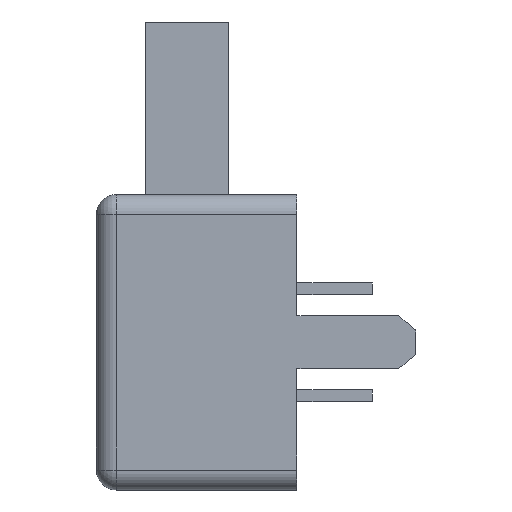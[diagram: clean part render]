
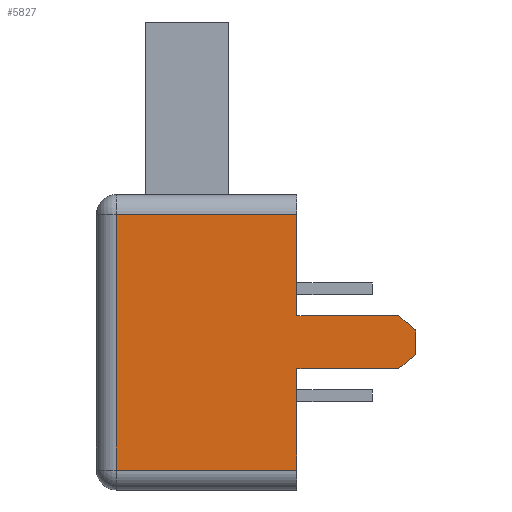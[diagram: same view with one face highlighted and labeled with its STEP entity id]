
A CAD part, left-side view. The second image highlights one B-rep face of the part: STEP entity #5827.
In plain terms, the highlighted planar face has unit normal (-1, 0, 0).
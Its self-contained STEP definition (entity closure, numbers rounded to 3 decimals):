
#473=ORIENTED_EDGE('',*,*,#1672,.T.);
#474=ORIENTED_EDGE('',*,*,#1673,.T.);
#475=ORIENTED_EDGE('',*,*,#1583,.F.);
#476=ORIENTED_EDGE('',*,*,#1674,.T.);
#477=ORIENTED_EDGE('',*,*,#1675,.T.);
#478=ORIENTED_EDGE('',*,*,#1676,.T.);
#479=ORIENTED_EDGE('',*,*,#1677,.T.);
#480=ORIENTED_EDGE('',*,*,#1678,.T.);
#481=ORIENTED_EDGE('',*,*,#1638,.F.);
#482=ORIENTED_EDGE('',*,*,#1679,.T.);
#1583=EDGE_CURVE('',#2188,#2189,#2588,.T.);
#1638=EDGE_CURVE('',#2241,#2239,#2640,.T.);
#1672=EDGE_CURVE('',#2266,#2267,#2674,.T.);
#1673=EDGE_CURVE('',#2267,#2189,#2675,.T.);
#1674=EDGE_CURVE('',#2188,#2268,#2676,.T.);
#1675=EDGE_CURVE('',#2268,#2269,#2677,.T.);
#1676=EDGE_CURVE('',#2269,#2270,#2678,.T.);
#1677=EDGE_CURVE('',#2270,#2271,#2679,.T.);
#1678=EDGE_CURVE('',#2271,#2239,#2680,.T.);
#1679=EDGE_CURVE('',#2241,#2266,#2681,.F.);
#2188=VERTEX_POINT('',#7136);
#2189=VERTEX_POINT('',#7138);
#2239=VERTEX_POINT('',#7245);
#2241=VERTEX_POINT('',#7249);
#2266=VERTEX_POINT('',#7316);
#2267=VERTEX_POINT('',#7317);
#2268=VERTEX_POINT('',#7320);
#2269=VERTEX_POINT('',#7322);
#2270=VERTEX_POINT('',#7324);
#2271=VERTEX_POINT('',#7326);
#2588=LINE('',#7137,#2913);
#2640=LINE('',#7250,#2965);
#2674=LINE('',#7315,#2999);
#2675=LINE('',#7318,#3000);
#2676=LINE('',#7319,#3001);
#2677=LINE('',#7321,#3002);
#2678=LINE('',#7323,#3003);
#2679=LINE('',#7325,#3004);
#2680=LINE('',#7327,#3005);
#2681=LINE('',#7328,#3006);
#2913=VECTOR('',#6339,1000.);
#2965=VECTOR('',#6407,1000.);
#2999=VECTOR('',#6455,1000.);
#3000=VECTOR('',#6456,1000.);
#3001=VECTOR('',#6457,1000.);
#3002=VECTOR('',#6458,1000.);
#3003=VECTOR('',#6459,1000.);
#3004=VECTOR('',#6460,1000.);
#3005=VECTOR('',#6461,1000.);
#3006=VECTOR('',#6462,1000.);
#3255=EDGE_LOOP('',(#473,#474,#475,#476,#477,#478,#479,#480,#481,#482));
#3536=FACE_BOUND('',#3255,.T.);
#3810=PLANE('',#6113);
#5827=ADVANCED_FACE('',(#3536),#3810,.T.);
#6113=AXIS2_PLACEMENT_3D('',#7314,#6453,#6454);
#6339=DIRECTION('',(0.,0.,-1.));
#6407=DIRECTION('',(0.,0.,-1.));
#6453=DIRECTION('',(-1.,0.,0.));
#6454=DIRECTION('',(0.,1.,0.));
#6455=DIRECTION('',(0.,0.,-1.));
#6456=DIRECTION('',(0.,-1.,0.));
#6457=DIRECTION('',(0.,-1.,0.));
#6458=DIRECTION('',(0.,-0.767,0.642));
#6459=DIRECTION('',(0.,0.,1.));
#6460=DIRECTION('',(0.,0.767,0.642));
#6461=DIRECTION('',(0.,1.,0.));
#6462=DIRECTION('',(0.,-1.,0.));
#7136=CARTESIAN_POINT('',(-4.305,-4.191,-3.289));
#7137=CARTESIAN_POINT('',(-4.305,-4.191,0.813));
#7138=CARTESIAN_POINT('',(-4.305,-4.191,-5.677));
#7245=CARTESIAN_POINT('',(-4.305,-4.191,-2.045));
#7249=CARTESIAN_POINT('',(-4.305,-4.191,0.343));
#7250=CARTESIAN_POINT('',(-4.305,-4.191,0.813));
#7314=CARTESIAN_POINT('',(-4.305,0.533,0.813));
#7315=CARTESIAN_POINT('',(-4.305,0.063,-6.147));
#7316=CARTESIAN_POINT('',(-4.305,0.063,0.343));
#7317=CARTESIAN_POINT('',(-4.305,0.063,-5.677));
#7318=CARTESIAN_POINT('',(-4.305,0.533,-5.677));
#7319=CARTESIAN_POINT('',(-4.305,-4.191,-3.289));
#7320=CARTESIAN_POINT('',(-4.305,-6.588,-3.289));
#7321=CARTESIAN_POINT('',(-4.305,-6.588,-3.289));
#7322=CARTESIAN_POINT('',(-4.305,-6.985,-2.957));
#7323=CARTESIAN_POINT('',(-4.305,-6.985,-2.957));
#7324=CARTESIAN_POINT('',(-4.305,-6.985,-2.377));
#7325=CARTESIAN_POINT('',(-4.305,-6.985,-2.377));
#7326=CARTESIAN_POINT('',(-4.305,-6.588,-2.045));
#7327=CARTESIAN_POINT('',(-4.305,-6.588,-2.045));
#7328=CARTESIAN_POINT('',(-4.305,0.533,0.343));
